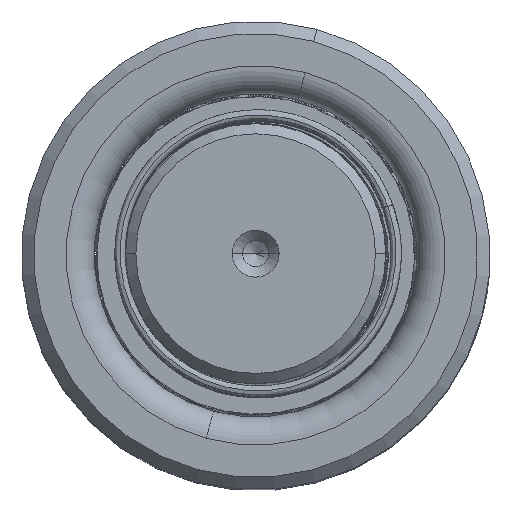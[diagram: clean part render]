
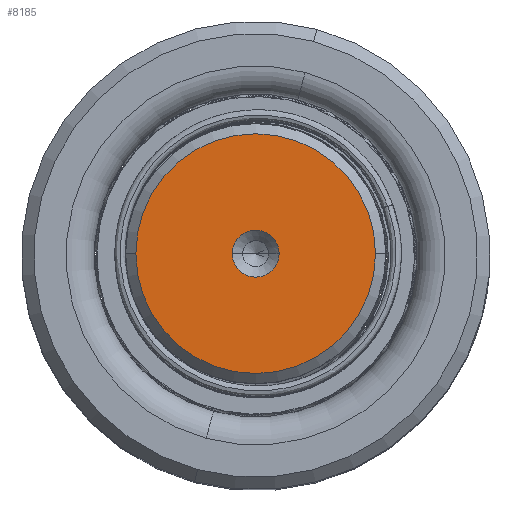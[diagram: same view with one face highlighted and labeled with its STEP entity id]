
A CAD part, top view. The second image highlights one B-rep face of the part: STEP entity #8185.
In plain terms, the highlighted planar face has unit normal (0, 0, 1).
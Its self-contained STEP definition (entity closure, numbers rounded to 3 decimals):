
#359 = ORIENTED_EDGE ( 'NONE', *, *, #5422, .T. ) ;
#654 = EDGE_LOOP ( 'NONE', ( #38260, #359 ) ) ;
#2088 = FACE_OUTER_BOUND ( 'NONE', #654, .T. ) ;
#4483 = AXIS2_PLACEMENT_3D ( 'NONE', #12317, #16021, #41888 ) ;
#4889 = CARTESIAN_POINT ( 'NONE',  ( 0., 0., 160. ) ) ;
#4948 = CIRCLE ( 'NONE', #4483, 11.509 ) ;
#5422 = EDGE_CURVE ( 'NONE', #44580, #12841, #25845, .T. ) ;
#5903 = DIRECTION ( 'NONE',  ( 0., 0., 1. ) ) ;
#7771 = CARTESIAN_POINT ( 'NONE',  ( 2.25, 0., 160. ) ) ;
#8185 = ADVANCED_FACE ( 'NONE', ( #36819, #2088 ), #12579, .T. ) ;
#8564 = DIRECTION ( 'NONE',  ( 0., 0., 1. ) ) ;
#9956 = CARTESIAN_POINT ( 'NONE',  ( 0., 0., 160. ) ) ;
#10488 = EDGE_CURVE ( 'NONE', #11732, #27240, #45521, .T. ) ;
#11732 = VERTEX_POINT ( 'NONE', #40915 ) ;
#12317 = CARTESIAN_POINT ( 'NONE',  ( 0., 0., 160. ) ) ;
#12579 = PLANE ( 'NONE',  #45891 ) ;
#12841 = VERTEX_POINT ( 'NONE', #17858 ) ;
#14552 = EDGE_CURVE ( 'NONE', #12841, #44580, #4948, .T. ) ;
#16021 = DIRECTION ( 'NONE',  ( 0., 0., 1. ) ) ;
#17858 = CARTESIAN_POINT ( 'NONE',  ( -11.509, 0., 160. ) ) ;
#18603 = CARTESIAN_POINT ( 'NONE',  ( 0., 0., 160. ) ) ;
#20290 = CARTESIAN_POINT ( 'NONE',  ( 0., 0., 160. ) ) ;
#21116 = DIRECTION ( 'NONE',  ( 0., 0., 1. ) ) ;
#21549 = DIRECTION ( 'NONE',  ( 1., 0., 0. ) ) ;
#22254 = AXIS2_PLACEMENT_3D ( 'NONE', #4889, #8564, #21549 ) ;
#22314 = DIRECTION ( 'NONE',  ( 1., 0., 0. ) ) ;
#23246 = EDGE_CURVE ( 'NONE', #27240, #11732, #45838, .T. ) ;
#25352 = EDGE_LOOP ( 'NONE', ( #25639, #43858 ) ) ;
#25639 = ORIENTED_EDGE ( 'NONE', *, *, #23246, .F. ) ;
#25845 = CIRCLE ( 'NONE', #22254, 11.509 ) ;
#27240 = VERTEX_POINT ( 'NONE', #7771 ) ;
#31472 = AXIS2_PLACEMENT_3D ( 'NONE', #18603, #44499, #22314 ) ;
#32266 = CARTESIAN_POINT ( 'NONE',  ( 11.509, 0., 160. ) ) ;
#36819 = FACE_BOUND ( 'NONE', #25352, .T. ) ;
#38260 = ORIENTED_EDGE ( 'NONE', *, *, #14552, .T. ) ;
#39023 = DIRECTION ( 'NONE',  ( 1., 0., 0. ) ) ;
#40915 = CARTESIAN_POINT ( 'NONE',  ( -2.25, 0., 160. ) ) ;
#41888 = DIRECTION ( 'NONE',  ( 1., 0., 0. ) ) ;
#43616 = DIRECTION ( 'NONE',  ( 1., 0., 0. ) ) ;
#43858 = ORIENTED_EDGE ( 'NONE', *, *, #10488, .F. ) ;
#44499 = DIRECTION ( 'NONE',  ( 0., 0., 1. ) ) ;
#44580 = VERTEX_POINT ( 'NONE', #32266 ) ;
#45521 = CIRCLE ( 'NONE', #45620, 2.25 ) ;
#45620 = AXIS2_PLACEMENT_3D ( 'NONE', #9956, #21116, #43616 ) ;
#45838 = CIRCLE ( 'NONE', #31472, 2.25 ) ;
#45891 = AXIS2_PLACEMENT_3D ( 'NONE', #20290, #5903, #39023 ) ;
